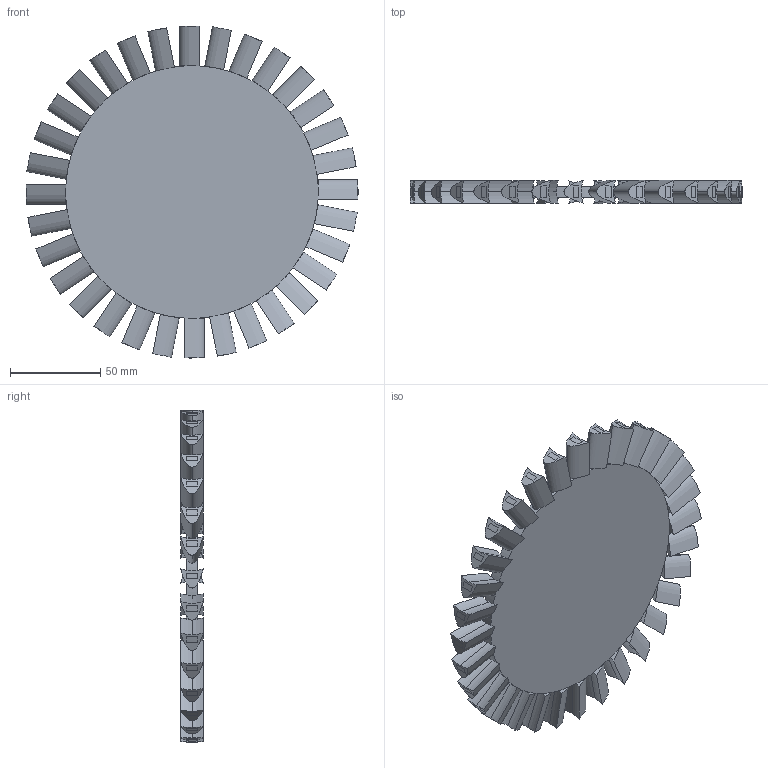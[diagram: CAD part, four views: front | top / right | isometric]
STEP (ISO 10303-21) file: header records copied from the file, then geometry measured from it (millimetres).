
FILE_DESCRIPTION (( 'STEP AP214' ), '1' );
FILE_NAME ('[TP] [Turb] Rotor16.STEP', '2024-04-05T06:00:43', ( '' ), ( '' ), 'SwSTEP 2.0', 'SolidWorks 2023', '' );
FILE_SCHEMA (( 'AUTOMOTIVE_DESIGN' ));
Length unit declared in the file: millimetre
Products named in the file (3): [TP] [Turb] Rotor Blade; [TP] [Turb] Rotor Disc; [TP] [Turb] Rotor16
Assembly tree (33 placements, depth 2):
  [TP] [Turb] Rotor16
    [TP] [Turb] Rotor Disc
    [TP] [Turb] Rotor Blade  x32
Bounding box: 184.4 x 12.7 x 184.4 mm (x, y, z)
Volume: 155733.8 mm3; surface area: 91972 mm2
Topology: 33 solids, 33 shells, 450 faces, 1152 edges, 768 vertices
Faces by surface type: plane 290, cylinder 96, bspline 64
Entity records: 4946 total; most frequent: CARTESIAN_POINT 882, DIRECTION 820, ORIENTED_EDGE 816, EDGE_CURVE 408, VECTOR 336, LINE 336, VERTEX_POINT 272, AXIS2_PLACEMENT_3D 242
